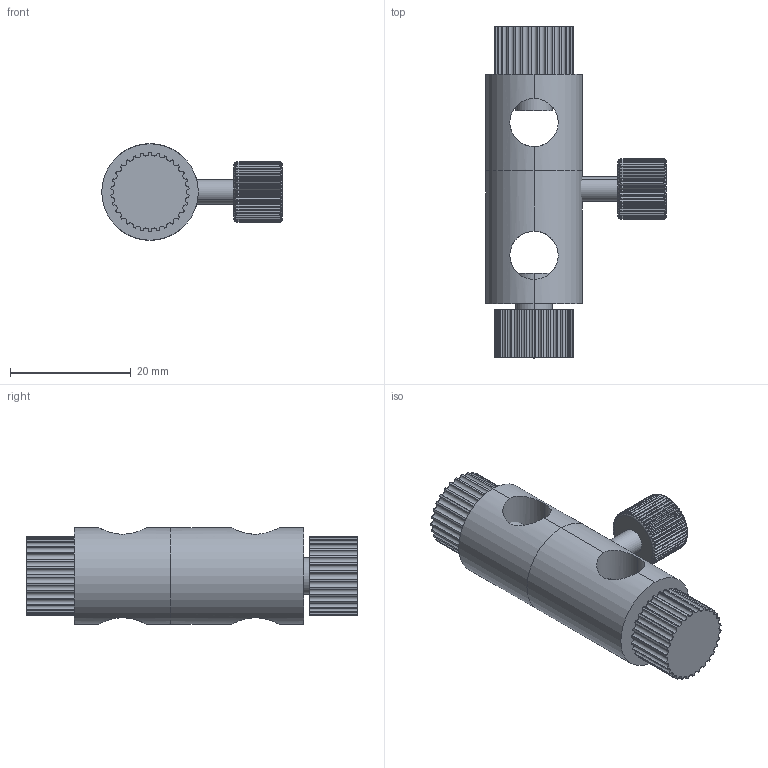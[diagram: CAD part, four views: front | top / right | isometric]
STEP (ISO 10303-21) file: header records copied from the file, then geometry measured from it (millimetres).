
FILE_DESCRIPTION (( 'STEP AP203' ), '1' );
FILE_NAME ('52CAP-3(M).STEP', '2016-04-28T06:28:52', ( '' ), ( '' ), 'SwSTEP 2.0', 'SolidWorks 2016', '' );
FILE_SCHEMA (( 'CONFIG_CONTROL_DESIGN' ));
Length unit declared in the file: millimetre
Products named in the file (1): 52CAP-3(M)
Bounding box: 29.91 x 55 x 16 mm (x, y, z)
Volume: 8797.5 mm3; surface area: 6066 mm2
Topology: 6 solids, 6 shells, 442 faces, 1267 edges, 842 vertices
Faces by surface type: cylinder 301, plane 133, cone 4, torus 4
Entity records: 17454 total; most frequent: CARTESIAN_POINT 6018, ORIENTED_EDGE 2534, DIRECTION 2271, EDGE_CURVE 1267, AXIS2_PLACEMENT_3D 913, VERTEX_POINT 842, CIRCLE 470, EDGE_LOOP 461
